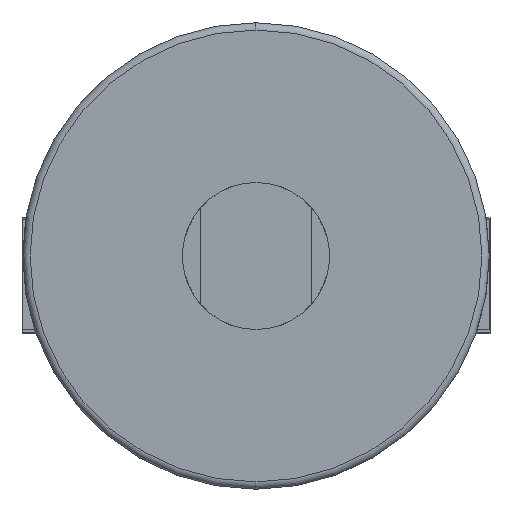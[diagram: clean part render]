
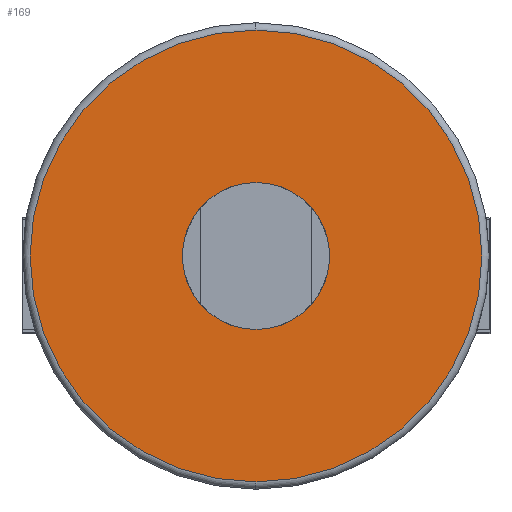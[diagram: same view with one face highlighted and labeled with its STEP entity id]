
A CAD part, left-side view. The second image highlights one B-rep face of the part: STEP entity #169.
In plain terms, the highlighted planar face has unit normal (-1, 0, 0).
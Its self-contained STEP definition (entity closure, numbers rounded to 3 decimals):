
#169 = ADVANCED_FACE ( 'NONE', ( #7263, #13480 ), #8041, .T. ) ;
#384 = ORIENTED_EDGE ( 'NONE', *, *, #13175, .F. ) ;
#584 = DIRECTION ( 'NONE',  ( -1., 0., 0. ) ) ;
#740 = CIRCLE ( 'NONE', #7189, 10. ) ;
#1032 = ORIENTED_EDGE ( 'NONE', *, *, #1163, .T. ) ;
#1120 = CARTESIAN_POINT ( 'NONE',  ( -300., 0., 0. ) ) ;
#1163 = EDGE_CURVE ( 'NONE', #1409, #14361, #5462, .T. ) ;
#1409 = VERTEX_POINT ( 'NONE', #14761 ) ;
#1572 = ORIENTED_EDGE ( 'NONE', *, *, #11681, .T. ) ;
#2283 = DIRECTION ( 'NONE',  ( 0., 0., 1. ) ) ;
#3531 = AXIS2_PLACEMENT_3D ( 'NONE', #13345, #584, #10013 ) ;
#3848 = CARTESIAN_POINT ( 'NONE',  ( -300., 0., 0. ) ) ;
#4546 = DIRECTION ( 'NONE',  ( 0., 0., 1. ) ) ;
#4985 = EDGE_LOOP ( 'NONE', ( #384, #6174 ) ) ;
#5010 = DIRECTION ( 'NONE',  ( 0., 0., 1. ) ) ;
#5378 = CARTESIAN_POINT ( 'NONE',  ( -300., 0., 10. ) ) ;
#5462 = CIRCLE ( 'NONE', #3531, 30.75 ) ;
#5886 = VERTEX_POINT ( 'NONE', #5378 ) ;
#6174 = ORIENTED_EDGE ( 'NONE', *, *, #12042, .F. ) ;
#6209 = DIRECTION ( 'NONE',  ( -1., 0., 0. ) ) ;
#6282 = CARTESIAN_POINT ( 'NONE',  ( -300., 0., 30.75 ) ) ;
#6797 = CIRCLE ( 'NONE', #10535, 10. ) ;
#7068 = VERTEX_POINT ( 'NONE', #7775 ) ;
#7189 = AXIS2_PLACEMENT_3D ( 'NONE', #1120, #9330, #2283 ) ;
#7263 = FACE_OUTER_BOUND ( 'NONE', #12551, .T. ) ;
#7775 = CARTESIAN_POINT ( 'NONE',  ( -300., 0., -10. ) ) ;
#8041 = PLANE ( 'NONE',  #13711 ) ;
#9330 = DIRECTION ( 'NONE',  ( -1., 0., 0. ) ) ;
#9347 = CARTESIAN_POINT ( 'NONE',  ( -300., 31.75, 0. ) ) ;
#9754 = AXIS2_PLACEMENT_3D ( 'NONE', #13166, #6209, #14321 ) ;
#10013 = DIRECTION ( 'NONE',  ( 0., 0., 1. ) ) ;
#10535 = AXIS2_PLACEMENT_3D ( 'NONE', #3848, #11986, #5010 ) ;
#11681 = EDGE_CURVE ( 'NONE', #14361, #1409, #12819, .T. ) ;
#11986 = DIRECTION ( 'NONE',  ( -1., 0., 0. ) ) ;
#12042 = EDGE_CURVE ( 'NONE', #5886, #7068, #6797, .T. ) ;
#12551 = EDGE_LOOP ( 'NONE', ( #1572, #1032 ) ) ;
#12819 = CIRCLE ( 'NONE', #9754, 30.75 ) ;
#13166 = CARTESIAN_POINT ( 'NONE',  ( -300., 0., 0. ) ) ;
#13175 = EDGE_CURVE ( 'NONE', #7068, #5886, #740, .T. ) ;
#13345 = CARTESIAN_POINT ( 'NONE',  ( -300., 0., 0. ) ) ;
#13480 = FACE_BOUND ( 'NONE', #4985, .T. ) ;
#13711 = AXIS2_PLACEMENT_3D ( 'NONE', #9347, #15011, #4546 ) ;
#14321 = DIRECTION ( 'NONE',  ( 0., 0., 1. ) ) ;
#14361 = VERTEX_POINT ( 'NONE', #6282 ) ;
#14761 = CARTESIAN_POINT ( 'NONE',  ( -300., 0., -30.75 ) ) ;
#15011 = DIRECTION ( 'NONE',  ( -1., 0., 0. ) ) ;
